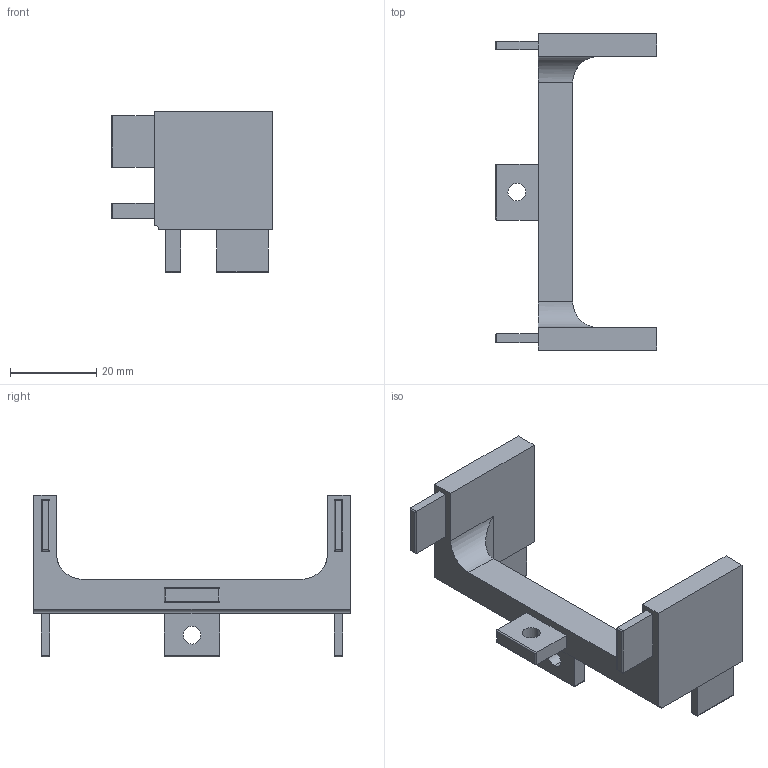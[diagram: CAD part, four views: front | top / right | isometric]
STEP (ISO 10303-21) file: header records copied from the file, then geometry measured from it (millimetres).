
FILE_DESCRIPTION (( 'STEP AP214' ), '1' );
FILE_NAME ('F002304,F002307,F002310,F002313_3D.step', '2022-11-21T18:12:03', ( '' ), ( '' ), 'SwSTEP 2.0', 'SolidWorks 2020', '' );
FILE_SCHEMA (( 'AUTOMOTIVE_DESIGN' ));
Length unit declared in the file: millimetre
Products named in the file (1): F002304,F002307,F002310,F002313_3D
Bounding box: 37.5 x 73.5 x 37.5 mm (x, y, z)
Volume: 13977.7 mm3; surface area: 7787.7 mm2
Topology: 1 solids, 1 shells, 75 faces, 175 edges, 108 vertices
Faces by surface type: plane 42, cylinder 33
Entity records: 2117 total; most frequent: CARTESIAN_POINT 437, ORIENTED_EDGE 350, DIRECTION 315, EDGE_CURVE 175, LINE 135, VECTOR 135, VERTEX_POINT 108, AXIS2_PLACEMENT_3D 90
